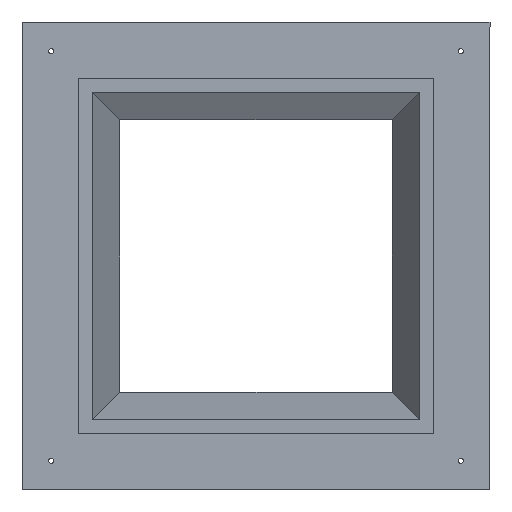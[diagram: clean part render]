
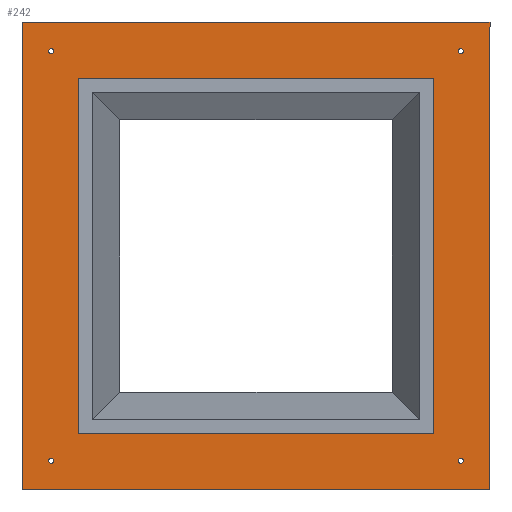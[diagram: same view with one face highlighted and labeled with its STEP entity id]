
A CAD part, front view. The second image highlights one B-rep face of the part: STEP entity #242.
In plain terms, the highlighted planar face has unit normal (0, -1, 0).
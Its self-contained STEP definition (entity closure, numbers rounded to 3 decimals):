
#52 = EDGE_CURVE ( 'NONE', #78, #85, #643, .T. ) ;
#78 = VERTEX_POINT ( 'NONE', #676 ) ;
#85 = VERTEX_POINT ( 'NONE', #726 ) ;
#92 = EDGE_CURVE ( 'NONE', #93, #102, #763, .T. ) ;
#93 = VERTEX_POINT ( 'NONE', #758 ) ;
#102 = VERTEX_POINT ( 'NONE', #740 ) ;
#110 = EDGE_CURVE ( 'NONE', #111, #191, #784, .T. ) ;
#111 = VERTEX_POINT ( 'NONE', #779 ) ;
#176 = VERTEX_POINT ( 'NONE', #918 ) ;
#178 = EDGE_CURVE ( 'NONE', #179, #176, #917, .T. ) ;
#179 = VERTEX_POINT ( 'NONE', #912 ) ;
#191 = VERTEX_POINT ( 'NONE', #890 ) ;
#234 = EDGE_LOOP ( 'NONE', ( #290, #294, #297, #300 ) ) ;
#242 = ADVANCED_FACE ( 'NONE', ( #987, #986, #985, #1050, #1049, #1048 ), #1047, .T. ) ;
#243 = EDGE_LOOP ( 'NONE', ( #244, #245 ) ) ;
#244 = ORIENTED_EDGE ( 'NONE', *, *, #52, .T. ) ;
#245 = ORIENTED_EDGE ( 'NONE', *, *, #246, .T. ) ;
#246 = EDGE_CURVE ( 'NONE', #85, #78, #1042, .T. ) ;
#247 = EDGE_LOOP ( 'NONE', ( #248, #303 ) ) ;
#248 = ORIENTED_EDGE ( 'NONE', *, *, #178, .T. ) ;
#277 = ORIENTED_EDGE ( 'NONE', *, *, #110, .T. ) ;
#278 = ORIENTED_EDGE ( 'NONE', *, *, #279, .T. ) ;
#279 = EDGE_CURVE ( 'NONE', #191, #111, #1056, .T. ) ;
#280 = EDGE_LOOP ( 'NONE', ( #281, #282 ) ) ;
#281 = ORIENTED_EDGE ( 'NONE', *, *, #92, .T. ) ;
#282 = ORIENTED_EDGE ( 'NONE', *, *, #283, .T. ) ;
#283 = EDGE_CURVE ( 'NONE', #102, #93, #1051, .T. ) ;
#289 = EDGE_CURVE ( 'NONE', #315, #308, #1096, .T. ) ;
#290 = ORIENTED_EDGE ( 'NONE', *, *, #291, .F. ) ;
#291 = EDGE_CURVE ( 'NONE', #292, #293, #1092, .T. ) ;
#292 = VERTEX_POINT ( 'NONE', #1088 ) ;
#293 = VERTEX_POINT ( 'NONE', #1087 ) ;
#294 = ORIENTED_EDGE ( 'NONE', *, *, #295, .F. ) ;
#295 = EDGE_CURVE ( 'NONE', #296, #292, #1086, .T. ) ;
#296 = VERTEX_POINT ( 'NONE', #1082 ) ;
#297 = ORIENTED_EDGE ( 'NONE', *, *, #298, .F. ) ;
#298 = EDGE_CURVE ( 'NONE', #299, #296, #1142, .T. ) ;
#299 = VERTEX_POINT ( 'NONE', #1138 ) ;
#300 = ORIENTED_EDGE ( 'NONE', *, *, #301, .F. ) ;
#301 = EDGE_CURVE ( 'NONE', #293, #299, #1137, .T. ) ;
#302 = EDGE_LOOP ( 'NONE', ( #277, #278 ) ) ;
#303 = ORIENTED_EDGE ( 'NONE', *, *, #304, .T. ) ;
#304 = EDGE_CURVE ( 'NONE', #176, #179, #1133, .T. ) ;
#305 = EDGE_LOOP ( 'NONE', ( #306, #310, #313, #316 ) ) ;
#306 = ORIENTED_EDGE ( 'NONE', *, *, #307, .T. ) ;
#307 = EDGE_CURVE ( 'NONE', #308, #309, #1128, .T. ) ;
#308 = VERTEX_POINT ( 'NONE', #1124 ) ;
#309 = VERTEX_POINT ( 'NONE', #1123 ) ;
#310 = ORIENTED_EDGE ( 'NONE', *, *, #311, .T. ) ;
#311 = EDGE_CURVE ( 'NONE', #309, #312, #1122, .T. ) ;
#312 = VERTEX_POINT ( 'NONE', #1118 ) ;
#313 = ORIENTED_EDGE ( 'NONE', *, *, #314, .T. ) ;
#314 = EDGE_CURVE ( 'NONE', #312, #315, #1117, .T. ) ;
#315 = VERTEX_POINT ( 'NONE', #1113 ) ;
#316 = ORIENTED_EDGE ( 'NONE', *, *, #289, .T. ) ;
#641 = DIRECTION ( 'NONE',  ( 0., 1., 0. ) ) ;
#642 = AXIS2_PLACEMENT_3D ( 'NONE', #647, #641, #704 ) ;
#643 = CIRCLE ( 'NONE', #642, 6.5 ) ;
#647 = CARTESIAN_POINT ( 'NONE',  ( 525., 0., -525. ) ) ;
#676 = CARTESIAN_POINT ( 'NONE',  ( 525., 0., -531.5 ) ) ;
#704 = DIRECTION ( 'NONE',  ( 0., 0., 1. ) ) ;
#726 = CARTESIAN_POINT ( 'NONE',  ( 525., 0., -518.5 ) ) ;
#740 = CARTESIAN_POINT ( 'NONE',  ( -525., 0., -518.5 ) ) ;
#758 = CARTESIAN_POINT ( 'NONE',  ( -525., 0., -531.5 ) ) ;
#759 = DIRECTION ( 'NONE',  ( 0., 0., 1. ) ) ;
#760 = DIRECTION ( 'NONE',  ( 0., 1., 0. ) ) ;
#761 = CARTESIAN_POINT ( 'NONE',  ( -525., 0., -525. ) ) ;
#762 = AXIS2_PLACEMENT_3D ( 'NONE', #761, #760, #759 ) ;
#763 = CIRCLE ( 'NONE', #762, 6.5 ) ;
#779 = CARTESIAN_POINT ( 'NONE',  ( 525., 0., 518.5 ) ) ;
#780 = DIRECTION ( 'NONE',  ( 0., 0., 1. ) ) ;
#781 = DIRECTION ( 'NONE',  ( 0., 1., 0. ) ) ;
#782 = CARTESIAN_POINT ( 'NONE',  ( 525., 0., 525. ) ) ;
#783 = AXIS2_PLACEMENT_3D ( 'NONE', #782, #781, #780 ) ;
#784 = CIRCLE ( 'NONE', #783, 6.5 ) ;
#890 = CARTESIAN_POINT ( 'NONE',  ( 525., 0., 531.5 ) ) ;
#912 = CARTESIAN_POINT ( 'NONE',  ( -525., 0., 518.5 ) ) ;
#913 = DIRECTION ( 'NONE',  ( 0., 0., 1. ) ) ;
#914 = DIRECTION ( 'NONE',  ( 0., 1., 0. ) ) ;
#915 = CARTESIAN_POINT ( 'NONE',  ( -525., 0., 525. ) ) ;
#916 = AXIS2_PLACEMENT_3D ( 'NONE', #915, #914, #913 ) ;
#917 = CIRCLE ( 'NONE', #916, 6.5 ) ;
#918 = CARTESIAN_POINT ( 'NONE',  ( -525., 0., 531.5 ) ) ;
#985 = FACE_OUTER_BOUND ( 'NONE', #305, .T. ) ;
#986 = FACE_BOUND ( 'NONE', #247, .T. ) ;
#987 = FACE_BOUND ( 'NONE', #243, .T. ) ;
#1038 = DIRECTION ( 'NONE',  ( 0., 0., 1. ) ) ;
#1039 = DIRECTION ( 'NONE',  ( 0., 1., 0. ) ) ;
#1040 = CARTESIAN_POINT ( 'NONE',  ( 525., 0., -525. ) ) ;
#1041 = AXIS2_PLACEMENT_3D ( 'NONE', #1040, #1039, #1038 ) ;
#1042 = CIRCLE ( 'NONE', #1041, 6.5 ) ;
#1043 = DIRECTION ( 'NONE',  ( 0., 0., -1. ) ) ;
#1044 = DIRECTION ( 'NONE',  ( 0., -1., 0. ) ) ;
#1045 = CARTESIAN_POINT ( 'NONE',  ( -455., 0., 950. ) ) ;
#1046 = AXIS2_PLACEMENT_3D ( 'NONE', #1045, #1044, #1043 ) ;
#1047 = PLANE ( 'NONE',  #1046 ) ;
#1048 = FACE_BOUND ( 'NONE', #280, .T. ) ;
#1049 = FACE_BOUND ( 'NONE', #302, .T. ) ;
#1050 = FACE_BOUND ( 'NONE', #234, .T. ) ;
#1051 = CIRCLE ( 'NONE', #1109, 6.5 ) ;
#1052 = DIRECTION ( 'NONE',  ( 0., 0., 1. ) ) ;
#1053 = DIRECTION ( 'NONE',  ( 0., 1., 0. ) ) ;
#1054 = CARTESIAN_POINT ( 'NONE',  ( 525., 0., 525. ) ) ;
#1055 = AXIS2_PLACEMENT_3D ( 'NONE', #1054, #1053, #1052 ) ;
#1056 = CIRCLE ( 'NONE', #1055, 6.5 ) ;
#1082 = CARTESIAN_POINT ( 'NONE',  ( -455., 0., 455. ) ) ;
#1083 = DIRECTION ( 'NONE',  ( 0., 0., -1. ) ) ;
#1084 = VECTOR ( 'NONE', #1083, 1000. ) ;
#1085 = CARTESIAN_POINT ( 'NONE',  ( -455., 0., 950. ) ) ;
#1086 = LINE ( 'NONE', #1085, #1084 ) ;
#1087 = CARTESIAN_POINT ( 'NONE',  ( 455., 0., -455. ) ) ;
#1088 = CARTESIAN_POINT ( 'NONE',  ( -455., 0., -455. ) ) ;
#1089 = DIRECTION ( 'NONE',  ( 1., 0., 0. ) ) ;
#1090 = VECTOR ( 'NONE', #1089, 1000. ) ;
#1091 = CARTESIAN_POINT ( 'NONE',  ( -950., 0., -455. ) ) ;
#1092 = LINE ( 'NONE', #1091, #1090 ) ;
#1093 = DIRECTION ( 'NONE',  ( -1., 0., 0. ) ) ;
#1094 = VECTOR ( 'NONE', #1093, 1000. ) ;
#1095 = CARTESIAN_POINT ( 'NONE',  ( 950., 0., 600. ) ) ;
#1096 = LINE ( 'NONE', #1095, #1094 ) ;
#1106 = DIRECTION ( 'NONE',  ( 0., 0., 1. ) ) ;
#1107 = DIRECTION ( 'NONE',  ( 0., 1., 0. ) ) ;
#1108 = CARTESIAN_POINT ( 'NONE',  ( -525., 0., -525. ) ) ;
#1109 = AXIS2_PLACEMENT_3D ( 'NONE', #1108, #1107, #1106 ) ;
#1113 = CARTESIAN_POINT ( 'NONE',  ( 600., 0., 600. ) ) ;
#1114 = DIRECTION ( 'NONE',  ( 0., 0., 1. ) ) ;
#1115 = VECTOR ( 'NONE', #1114, 1000. ) ;
#1116 = CARTESIAN_POINT ( 'NONE',  ( 600., 0., -950. ) ) ;
#1117 = LINE ( 'NONE', #1116, #1115 ) ;
#1118 = CARTESIAN_POINT ( 'NONE',  ( 600., 0., -600. ) ) ;
#1119 = DIRECTION ( 'NONE',  ( 1., 0., 0. ) ) ;
#1120 = VECTOR ( 'NONE', #1119, 1000. ) ;
#1121 = CARTESIAN_POINT ( 'NONE',  ( -950., 0., -600. ) ) ;
#1122 = LINE ( 'NONE', #1121, #1120 ) ;
#1123 = CARTESIAN_POINT ( 'NONE',  ( -600., 0., -600. ) ) ;
#1124 = CARTESIAN_POINT ( 'NONE',  ( -600., 0., 600. ) ) ;
#1125 = DIRECTION ( 'NONE',  ( 0., 0., -1. ) ) ;
#1126 = VECTOR ( 'NONE', #1125, 1000. ) ;
#1127 = CARTESIAN_POINT ( 'NONE',  ( -600., 0., 950. ) ) ;
#1128 = LINE ( 'NONE', #1127, #1126 ) ;
#1129 = DIRECTION ( 'NONE',  ( 0., 0., 1. ) ) ;
#1130 = DIRECTION ( 'NONE',  ( 0., 1., 0. ) ) ;
#1131 = CARTESIAN_POINT ( 'NONE',  ( -525., 0., 525. ) ) ;
#1132 = AXIS2_PLACEMENT_3D ( 'NONE', #1131, #1130, #1129 ) ;
#1133 = CIRCLE ( 'NONE', #1132, 6.5 ) ;
#1134 = DIRECTION ( 'NONE',  ( 0., 0., 1. ) ) ;
#1135 = VECTOR ( 'NONE', #1134, 1000. ) ;
#1136 = CARTESIAN_POINT ( 'NONE',  ( 455., 0., -950. ) ) ;
#1137 = LINE ( 'NONE', #1136, #1135 ) ;
#1138 = CARTESIAN_POINT ( 'NONE',  ( 455., 0., 455. ) ) ;
#1139 = DIRECTION ( 'NONE',  ( -1., 0., 0. ) ) ;
#1140 = VECTOR ( 'NONE', #1139, 1000. ) ;
#1141 = CARTESIAN_POINT ( 'NONE',  ( 950., 0., 455. ) ) ;
#1142 = LINE ( 'NONE', #1141, #1140 ) ;
